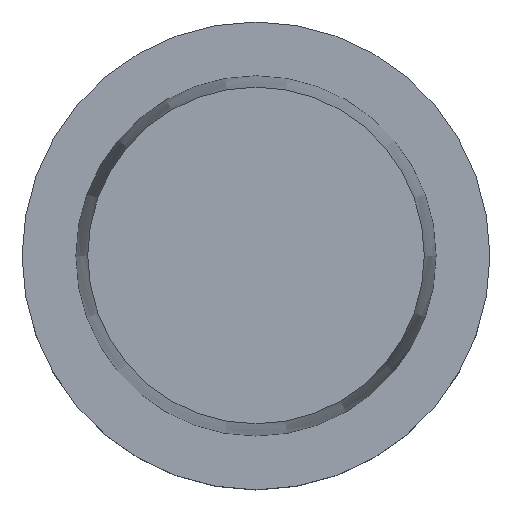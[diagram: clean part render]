
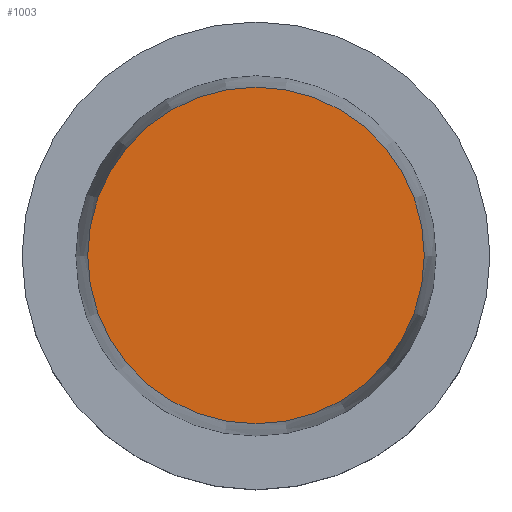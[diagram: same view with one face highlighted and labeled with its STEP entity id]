
A CAD part, top view. The second image highlights one B-rep face of the part: STEP entity #1003.
In plain terms, the highlighted planar face has unit normal (0, 0, 1).
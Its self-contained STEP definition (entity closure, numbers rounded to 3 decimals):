
#187=FACE_OUTER_BOUND('',#1659,.T.);
#1003=ADVANCED_FACE('CU_CO_N1_SU_3',(#187),#1204,.F.);
#1204=PLANE('',#3883);
#1659=EDGE_LOOP('',(#2299));
#2299=ORIENTED_EDGE('',*,*,#3272,.F.);
#2894=VERTEX_POINT('',#5776);
#3272=EDGE_CURVE('',#2894,#2894,#3552,.T.);
#3552=CIRCLE('',#3882,44.97);
#3882=AXIS2_PLACEMENT_3D('',#5775,#4664,#4665);
#3883=AXIS2_PLACEMENT_3D('',#5777,#4666,#4667);
#4664=DIRECTION('',(0.,0.,-1.));
#4665=DIRECTION('',(-1.,0.,0.));
#4666=DIRECTION('',(0.,0.,-1.));
#4667=DIRECTION('',(-1.,0.,0.));
#5775=CARTESIAN_POINT('',(0.,0.,63.));
#5776=CARTESIAN_POINT('',(-44.97,0.,63.));
#5777=CARTESIAN_POINT('',(0.,0.,63.));
